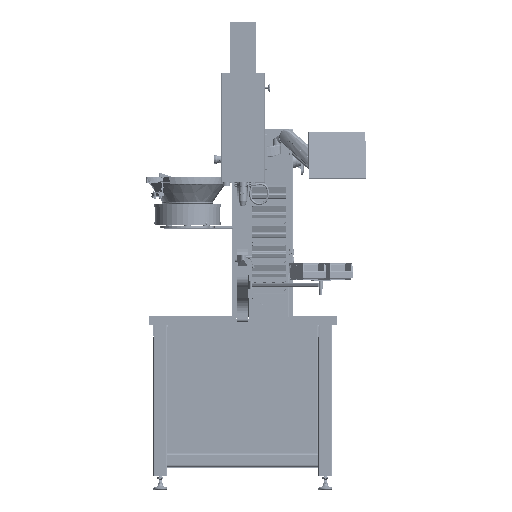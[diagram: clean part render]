
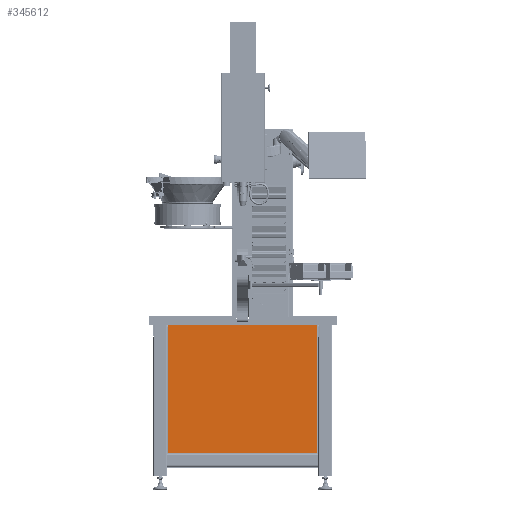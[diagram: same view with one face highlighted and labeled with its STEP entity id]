
A CAD part, top view. The second image highlights one B-rep face of the part: STEP entity #345612.
In plain terms, the highlighted planar face has unit normal (0, 0, 1).
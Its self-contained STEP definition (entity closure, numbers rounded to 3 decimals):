
#6060 = VERTEX_POINT ( 'NONE', #113161 ) ;
#9153 = CARTESIAN_POINT ( 'NONE',  ( 5.388, -0.814, 10.607 ) ) ;
#11695 = EDGE_CURVE ( 'Defeatured_1921566+Defeatured_1921590+Defeatured_1921588+Defeatured_1921586', #150037, #118521, #95019, .T. ) ;
#13053 = CARTESIAN_POINT ( 'NONE',  ( 5.473, -0.828, 10.607 ) ) ;
#14779 = VECTOR ( 'NONE', #73024, 39.37 ) ;
#20521 = EDGE_CURVE ( 'Defeatured_1921566+Defeatured_1921656+Defeatured_1921670+Defeatured_1921667', #225902, #272035, #266065, .T. ) ;
#22623 = CARTESIAN_POINT ( 'NONE',  ( 5.388, 0.066, 10.607 ) ) ;
#25438 = LINE ( 'NONE', #345868, #273582 ) ;
#27660 = CARTESIAN_POINT ( 'NONE',  ( -8.242, -27.314, 10.607 ) ) ;
#28119 = CARTESIAN_POINT ( 'NONE',  ( 7.888, -0.814, 10.607 ) ) ;
#30506 = ORIENTED_EDGE ( 'NONE', *, *, #301999, .T. ) ;
#34777 = CARTESIAN_POINT ( 'NONE',  ( 5.388, -0.814, 10.607 ) ) ;
#36461 = VERTEX_POINT ( 'NONE', #124643 ) ;
#40233 = CARTESIAN_POINT ( 'NONE',  ( 20.078, -23.664, 10.607 ) ) ;
#44537 = DIRECTION ( 'NONE',  ( 0., -1., 0. ) ) ;
#50256 = CARTESIAN_POINT ( 'NONE',  ( 7.888, 0.066, 10.607 ) ) ;
#54651 = CARTESIAN_POINT ( 'NONE',  ( -6.682, -23.784, 10.607 ) ) ;
#61572 = EDGE_CURVE ( 'Defeatured_1921712+Defeatured_1921566+Defeatured_1921711+Defeatured_1921710', #194136, #253886, #261894, .T. ) ;
#68847 = EDGE_CURVE ( 'Defeatured_1921566+Defeatured_1921655+Defeatured_1921665+Defeatured_1921668', #231761, #227199, #159217, .T. ) ;
#69028 = ORIENTED_EDGE ( 'NONE', *, *, #286760, .T. ) ;
#72120 = ORIENTED_EDGE ( 'NONE', *, *, #212611, .F. ) ;
#73024 = DIRECTION ( 'NONE',  ( 1., 0., 0. ) ) ;
#75117 = DIRECTION ( 'NONE',  ( 1., 0., 0. ) ) ;
#79046 = VECTOR ( 'NONE', #44537, 39.37 ) ;
#81695 = AXIS2_PLACEMENT_3D ( 'NONE', #27660, #288329, #263129 ) ;
#95019 = LINE ( 'NONE', #303517, #319175 ) ;
#96567 = VECTOR ( 'NONE', #250744, 39.37 ) ;
#99407 = ORIENTED_EDGE ( 'NONE', *, *, #208383, .F. ) ;
#105106 = VERTEX_POINT ( 'NONE', #192258 ) ;
#110703 = ORIENTED_EDGE ( 'NONE', *, *, #174444, .T. ) ;
#113161 = CARTESIAN_POINT ( 'NONE',  ( 7.803, -0.814, 10.607 ) ) ;
#118521 = VERTEX_POINT ( 'NONE', #296009 ) ;
#124643 = CARTESIAN_POINT ( 'NONE',  ( 19.958, -23.664, 10.607 ) ) ;
#127325 = CARTESIAN_POINT ( 'NONE',  ( 5.388, -0.814, 10.607 ) ) ;
#134371 = CARTESIAN_POINT ( 'NONE',  ( 5.578, -0.828, 10.607 ) ) ;
#138866 = CARTESIAN_POINT ( 'NONE',  ( 7.888, 0.186, 10.607 ) ) ;
#143558 = FACE_OUTER_BOUND ( 'NONE', #347309, .T. ) ;
#148388 = DIRECTION ( 'NONE',  ( -1., 0., 0. ) ) ;
#149405 = VECTOR ( 'NONE', #290175, 39.37 ) ;
#150037 = VERTEX_POINT ( 'NONE', #364030 ) ;
#153566 = CARTESIAN_POINT ( 'NONE',  ( 5.473, -0.814, 10.607 ) ) ;
#156784 = DIRECTION ( 'NONE',  ( -1., 0., 0. ) ) ;
#158122 = CARTESIAN_POINT ( 'NONE',  ( 5.473, -27.314, 10.607 ) ) ;
#158198 = VECTOR ( 'NONE', #327741, 39.37 ) ;
#159217 = LINE ( 'NONE', #162969, #351373 ) ;
#162969 = CARTESIAN_POINT ( 'NONE',  ( -6.802, 0.066, 10.607 ) ) ;
#164697 = VERTEX_POINT ( 'NONE', #153566 ) ;
#165248 = VECTOR ( 'NONE', #148388, 39.37 ) ;
#170361 = LINE ( 'NONE', #253498, #205034 ) ;
#174444 = EDGE_CURVE ( 'Defeatured_1921566+Defeatured_1921710+Defeatured_1921565+Defeatured_1921712', #288769, #253886, #206462, .T. ) ;
#175899 = DIRECTION ( 'NONE',  ( 0., 1., 0. ) ) ;
#176613 = CARTESIAN_POINT ( 'NONE',  ( 19.958, 0.066, 10.607 ) ) ;
#176904 = DIRECTION ( 'NONE',  ( 0., 1., 0. ) ) ;
#177546 = CARTESIAN_POINT ( 'NONE',  ( 5.578, -27.314, 10.607 ) ) ;
#178859 = LINE ( 'NONE', #138866, #328918 ) ;
#182447 = LINE ( 'NONE', #302161, #260029 ) ;
#192258 = CARTESIAN_POINT ( 'NONE',  ( -6.682, -23.664, 10.607 ) ) ;
#192766 = ORIENTED_EDGE ( 'NONE', *, *, #379717, .F. ) ;
#194136 = VERTEX_POINT ( 'NONE', #13053 ) ;
#199765 = EDGE_CURVE ( 'Defeatured_1921566+Defeatured_1921665+Defeatured_1921666+Defeatured_1921655', #36461, #231761, #25438, .T. ) ;
#202227 = ORIENTED_EDGE ( 'NONE', *, *, #328738, .F. ) ;
#204065 = DIRECTION ( 'NONE',  ( 1., 0., 0. ) ) ;
#205034 = VECTOR ( 'NONE', #224496, 39.37 ) ;
#206462 = LINE ( 'NONE', #177546, #211977 ) ;
#208383 = EDGE_CURVE ( 'Defeatured_1921668+Defeatured_1921566+Defeatured_1921669+Defeatured_1921655', #349403, #227199, #178859, .T. ) ;
#210161 = ORIENTED_EDGE ( 'NONE', *, *, #11695, .T. ) ;
#211977 = VECTOR ( 'NONE', #295283, 39.37 ) ;
#212611 = EDGE_CURVE ( 'Defeatured_1921565+Defeatured_1921566+Defeatured_1921710+Defeatured_1921586', #288769, #359322, #221846, .T. ) ;
#218990 = DIRECTION ( 'NONE',  ( 0., -1., 0. ) ) ;
#221846 = LINE ( 'NONE', #127325, #96567 ) ;
#224496 = DIRECTION ( 'NONE',  ( 0., -1., 0. ) ) ;
#225902 = VERTEX_POINT ( 'NONE', #22623 ) ;
#227199 = VERTEX_POINT ( 'NONE', #50256 ) ;
#231761 = VERTEX_POINT ( 'NONE', #176613 ) ;
#234229 = PLANE ( 'NONE',  #81695 ) ;
#240991 = ORIENTED_EDGE ( 'NONE', *, *, #20521, .T. ) ;
#242730 = LINE ( 'NONE', #9153, #158198 ) ;
#243424 = LINE ( 'NONE', #336021, #79046 ) ;
#243613 = EDGE_CURVE ( 'Defeatured_1921586+Defeatured_1921566+Defeatured_1921565+Defeatured_1921590', #359322, #118521, #170361, .T. ) ;
#246094 = DIRECTION ( 'NONE',  ( -1., 0., 0. ) ) ;
#248667 = LINE ( 'NONE', #40233, #14779 ) ;
#250744 = DIRECTION ( 'NONE',  ( 1., 0., 0. ) ) ;
#253498 = CARTESIAN_POINT ( 'NONE',  ( 7.698, 0.291, 10.607 ) ) ;
#253886 = VERTEX_POINT ( 'NONE', #134371 ) ;
#260029 = VECTOR ( 'NONE', #218990, 39.37 ) ;
#260299 = ORIENTED_EDGE ( 'NONE', *, *, #316943, .F. ) ;
#260842 = ORIENTED_EDGE ( 'NONE', *, *, #270740, .F. ) ;
#261894 = LINE ( 'NONE', #265755, #344902 ) ;
#263129 = DIRECTION ( 'NONE',  ( 1., 0., 0. ) ) ;
#265755 = CARTESIAN_POINT ( 'NONE',  ( -8.242, -0.828, 10.607 ) ) ;
#266065 = LINE ( 'NONE', #358596, #165248 ) ;
#270740 = EDGE_CURVE ( 'Defeatured_1921670+Defeatured_1921566+Defeatured_1921656+Defeatured_1921649', #225902, #293908, #182447, .T. ) ;
#272035 = VERTEX_POINT ( 'NONE', #290358 ) ;
#273582 = VECTOR ( 'NONE', #175899, 39.37 ) ;
#286760 = EDGE_CURVE ( 'Defeatured_1921566+Defeatured_1921667+Defeatured_1921656+Defeatured_1921666', #272035, #105106, #319086, .T. ) ;
#288329 = DIRECTION ( 'NONE',  ( 0., 0., 1. ) ) ;
#288769 = VERTEX_POINT ( 'NONE', #344331 ) ;
#290175 = DIRECTION ( 'NONE',  ( 0., -1., 0. ) ) ;
#290325 = ORIENTED_EDGE ( 'NONE', *, *, #243613, .F. ) ;
#290358 = CARTESIAN_POINT ( 'NONE',  ( -6.682, 0.066, 10.607 ) ) ;
#293908 = VERTEX_POINT ( 'NONE', #34777 ) ;
#295283 = DIRECTION ( 'NONE',  ( 0., -1., 0. ) ) ;
#296009 = CARTESIAN_POINT ( 'NONE',  ( 7.698, -0.829, 10.607 ) ) ;
#301999 = EDGE_CURVE ( 'Defeatured_1921566+Defeatured_1921666+Defeatured_1921667+Defeatured_1921665', #105106, #36461, #248667, .T. ) ;
#302161 = CARTESIAN_POINT ( 'NONE',  ( 5.388, 0.186, 10.607 ) ) ;
#303517 = CARTESIAN_POINT ( 'NONE',  ( 7.698, -0.829, 10.607 ) ) ;
#316943 = EDGE_CURVE ( 'Defeatured_1921711+Defeatured_1921566+Defeatured_1921649+Defeatured_1921712', #164697, #194136, #357014, .T. ) ;
#319086 = LINE ( 'NONE', #54651, #149405 ) ;
#319175 = VECTOR ( 'NONE', #156784, 39.37 ) ;
#323499 = ORIENTED_EDGE ( 'NONE', *, *, #199765, .T. ) ;
#327741 = DIRECTION ( 'NONE',  ( 1., 0., 0. ) ) ;
#328738 = EDGE_CURVE ( 'Defeatured_1921669+Defeatured_1921566+Defeatured_1921588+Defeatured_1921668', #6060, #349403, #242730, .T. ) ;
#328918 = VECTOR ( 'NONE', #176904, 39.37 ) ;
#329325 = ORIENTED_EDGE ( 'NONE', *, *, #377022, .T. ) ;
#330949 = ORIENTED_EDGE ( 'NONE', *, *, #68847, .T. ) ;
#331898 = DIRECTION ( 'NONE',  ( 0., -1., 0. ) ) ;
#336021 = CARTESIAN_POINT ( 'NONE',  ( 7.803, 0.291, 10.607 ) ) ;
#339200 = VECTOR ( 'NONE', #75117, 39.37 ) ;
#339567 = CARTESIAN_POINT ( 'NONE',  ( 5.388, -0.814, 10.607 ) ) ;
#344331 = CARTESIAN_POINT ( 'NONE',  ( 5.578, -0.814, 10.607 ) ) ;
#344902 = VECTOR ( 'NONE', #204065, 39.37 ) ;
#345612 = ADVANCED_FACE ( 'Defeatured_1921566', ( #143558 ), #234229, .T. ) ;
#345868 = CARTESIAN_POINT ( 'NONE',  ( 19.958, 0.186, 10.607 ) ) ;
#347309 = EDGE_LOOP ( 'NONE', ( #72120, #110703, #362043, #260299, #192766, #260842, #240991, #69028, #30506, #323499, #330949, #99407, #202227, #329325, #210161, #290325 ) ) ;
#349403 = VERTEX_POINT ( 'NONE', #28119 ) ;
#351373 = VECTOR ( 'NONE', #246094, 39.37 ) ;
#357014 = LINE ( 'NONE', #158122, #377659 ) ;
#358596 = CARTESIAN_POINT ( 'NONE',  ( -6.802, 0.066, 10.607 ) ) ;
#359322 = VERTEX_POINT ( 'NONE', #381104 ) ;
#362043 = ORIENTED_EDGE ( 'NONE', *, *, #61572, .F. ) ;
#364030 = CARTESIAN_POINT ( 'NONE',  ( 7.803, -0.829, 10.607 ) ) ;
#376127 = LINE ( 'NONE', #339567, #339200 ) ;
#377022 = EDGE_CURVE ( 'Defeatured_1921566+Defeatured_1921588+Defeatured_1921669+Defeatured_1921590', #6060, #150037, #243424, .T. ) ;
#377659 = VECTOR ( 'NONE', #331898, 39.37 ) ;
#379717 = EDGE_CURVE ( 'Defeatured_1921649+Defeatured_1921566+Defeatured_1921670+Defeatured_1921711', #293908, #164697, #376127, .T. ) ;
#381104 = CARTESIAN_POINT ( 'NONE',  ( 7.698, -0.814, 10.607 ) ) ;
